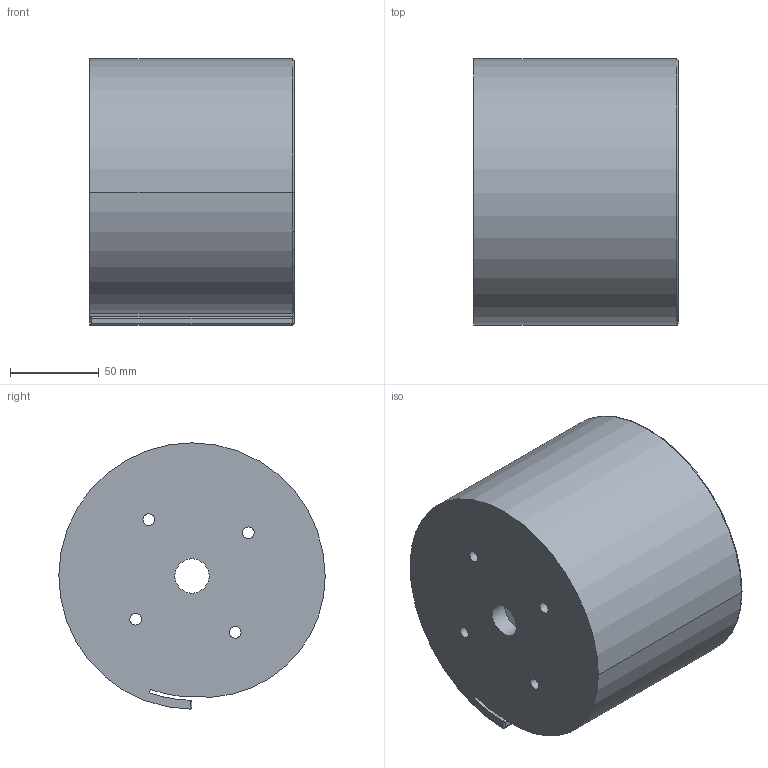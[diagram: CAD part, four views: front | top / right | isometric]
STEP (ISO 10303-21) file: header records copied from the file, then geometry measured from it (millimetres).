
FILE_DESCRIPTION(/* description */ (''),/* implementation_level */ '2;1');
FILE_NAME(/* name */ 'drain strip winder mandrel.stp',/* time_stamp */ '2023-10-12T14:10:09+13:00',/* author */ ('pfe'),/* organization */ (''),/* preprocessor_version */ 'ST-DEVELOPER v19',/* originating_system */ 'Autodesk Inventor 2023',/* authorisation */ '');
FILE_SCHEMA (('AUTOMOTIVE_DESIGN { 1 0 10303 214 3 1 1 }'));
Length unit declared in the file: millimetre
Products named in the file (1): drain strip winder mandrel
Bounding box: 115 x 150 x 149.99 mm (x, y, z)
Volume: 559088.8 mm3; surface area: 193375 mm2
Topology: 1 solids, 1 shells, 160 faces, 380 edges, 215 vertices
Faces by surface type: cylinder 72, torus 40, plane 34, bspline 12, sphere 2
Full cylindrical faces by diameter (mm): 6.5 x4, 19.3 x1
Entity records: 5305 total; most frequent: CARTESIAN_POINT 1615, DIRECTION 801, ORIENTED_EDGE 746, EDGE_CURVE 373, AXIS2_PLACEMENT_3D 325, VERTEX_POINT 215, CIRCLE 174, EDGE_LOOP 170
